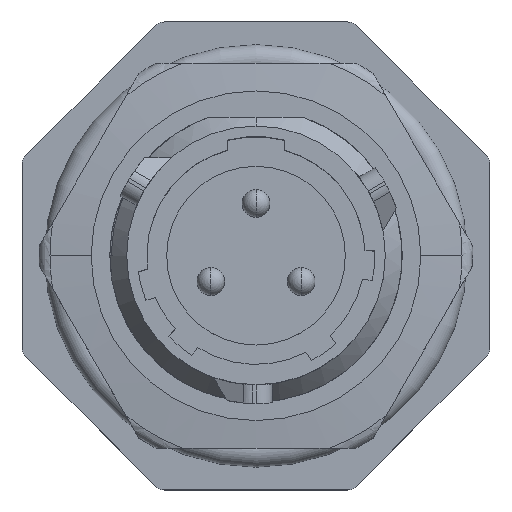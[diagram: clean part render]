
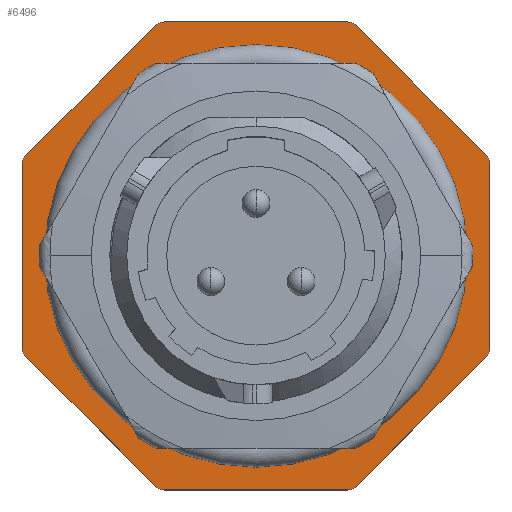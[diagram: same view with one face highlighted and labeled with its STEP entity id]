
A CAD part, top view. The second image highlights one B-rep face of the part: STEP entity #6496.
In plain terms, the highlighted planar face has unit normal (0, 0, 1).
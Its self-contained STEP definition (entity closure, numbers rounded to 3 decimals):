
#2221=DIRECTION('',(0.707,-0.707,0.));
#2222=VECTOR('',#2221,10.55);
#2223=CARTESIAN_POINT('',(5.805,13.265,2.3));
#2224=LINE('',#2223,#2222);
#2225=DIRECTION('',(0.,-1.,0.));
#2226=VECTOR('',#2225,10.55);
#2227=CARTESIAN_POINT('',(13.485,5.275,2.3));
#2228=LINE('',#2227,#2226);
#2229=DIRECTION('',(-0.707,-0.707,0.));
#2230=VECTOR('',#2229,10.55);
#2231=CARTESIAN_POINT('',(13.265,-5.805,2.3));
#2232=LINE('',#2231,#2230);
#2233=DIRECTION('',(-1.,0.,0.));
#2234=VECTOR('',#2233,10.55);
#2235=CARTESIAN_POINT('',(5.275,-13.485,2.3));
#2236=LINE('',#2235,#2234);
#2237=DIRECTION('',(-0.707,0.707,0.));
#2238=VECTOR('',#2237,10.55);
#2239=CARTESIAN_POINT('',(-5.805,-13.265,2.3));
#2240=LINE('',#2239,#2238);
#2241=DIRECTION('',(0.,1.,0.));
#2242=VECTOR('',#2241,10.55);
#2243=CARTESIAN_POINT('',(-13.485,-5.275,2.3));
#2244=LINE('',#2243,#2242);
#2245=DIRECTION('',(0.707,0.707,0.));
#2246=VECTOR('',#2245,10.55);
#2247=CARTESIAN_POINT('',(-13.265,5.805,2.3));
#2248=LINE('',#2247,#2246);
#2249=DIRECTION('',(1.,0.,0.));
#2250=VECTOR('',#2249,10.55);
#2251=CARTESIAN_POINT('',(-5.275,13.485,2.3));
#2252=LINE('',#2251,#2250);
#2253=CARTESIAN_POINT('',(0.,0.,2.3));
#2254=DIRECTION('',(0.,0.,1.));
#2255=DIRECTION('',(-1.,0.,0.));
#2256=AXIS2_PLACEMENT_3D('',#2253,#2254,#2255);
#2258=CARTESIAN_POINT('',(0.,0.,2.3));
#2259=DIRECTION('',(0.,0.,1.));
#2260=DIRECTION('',(1.,0.,0.));
#2261=AXIS2_PLACEMENT_3D('',#2258,#2259,#2260);
#2267=CARTESIAN_POINT('',(5.275,12.735,2.3));
#2268=DIRECTION('',(0.,0.,1.));
#2269=DIRECTION('',(0.707,0.707,0.));
#2270=AXIS2_PLACEMENT_3D('',#2267,#2268,#2269);
#2317=CARTESIAN_POINT('',(-5.275,12.735,2.3));
#2318=DIRECTION('',(0.,0.,1.));
#2319=DIRECTION('',(0.,1.,0.));
#2320=AXIS2_PLACEMENT_3D('',#2317,#2318,#2319);
#2335=CARTESIAN_POINT('',(-12.735,5.275,2.3));
#2336=DIRECTION('',(0.,0.,1.));
#2337=DIRECTION('',(-0.707,0.707,0.));
#2338=AXIS2_PLACEMENT_3D('',#2335,#2336,#2337);
#2353=CARTESIAN_POINT('',(-12.735,-5.275,2.3));
#2354=DIRECTION('',(0.,0.,1.));
#2355=DIRECTION('',(-1.,0.,0.));
#2356=AXIS2_PLACEMENT_3D('',#2353,#2354,#2355);
#2371=CARTESIAN_POINT('',(-5.275,-12.735,2.3));
#2372=DIRECTION('',(0.,0.,1.));
#2373=DIRECTION('',(-0.707,-0.707,0.));
#2374=AXIS2_PLACEMENT_3D('',#2371,#2372,#2373);
#2389=CARTESIAN_POINT('',(5.275,-12.735,2.3));
#2390=DIRECTION('',(0.,0.,1.));
#2391=DIRECTION('',(0.,-1.,0.));
#2392=AXIS2_PLACEMENT_3D('',#2389,#2390,#2391);
#2407=CARTESIAN_POINT('',(12.735,-5.275,2.3));
#2408=DIRECTION('',(0.,0.,1.));
#2409=DIRECTION('',(0.707,-0.707,0.));
#2410=AXIS2_PLACEMENT_3D('',#2407,#2408,#2409);
#2425=CARTESIAN_POINT('',(12.735,5.275,2.3));
#2426=DIRECTION('',(0.,0.,1.));
#2427=DIRECTION('',(1.,0.,0.));
#2428=AXIS2_PLACEMENT_3D('',#2425,#2426,#2427);
#3831=CARTESIAN_POINT('',(5.805,13.265,2.3));
#3833=VERTEX_POINT('',#3831);
#3834=CARTESIAN_POINT('',(5.275,13.485,2.3));
#3835=VERTEX_POINT('',#3834);
#3839=CARTESIAN_POINT('',(13.485,5.275,2.3));
#3841=VERTEX_POINT('',#3839);
#3842=CARTESIAN_POINT('',(13.265,5.805,2.3));
#3843=VERTEX_POINT('',#3842);
#3847=CARTESIAN_POINT('',(13.265,-5.805,2.3));
#3849=VERTEX_POINT('',#3847);
#3850=CARTESIAN_POINT('',(13.485,-5.275,2.3));
#3851=VERTEX_POINT('',#3850);
#3855=CARTESIAN_POINT('',(-5.275,13.485,2.3));
#3857=VERTEX_POINT('',#3855);
#3858=CARTESIAN_POINT('',(-5.805,13.265,2.3));
#3859=VERTEX_POINT('',#3858);
#3863=CARTESIAN_POINT('',(5.275,-13.485,2.3));
#3865=VERTEX_POINT('',#3863);
#3866=CARTESIAN_POINT('',(5.805,-13.265,2.3));
#3867=VERTEX_POINT('',#3866);
#3871=CARTESIAN_POINT('',(-5.805,-13.265,2.3));
#3873=VERTEX_POINT('',#3871);
#3874=CARTESIAN_POINT('',(-5.275,-13.485,2.3));
#3875=VERTEX_POINT('',#3874);
#3879=CARTESIAN_POINT('',(-13.485,-5.275,2.3));
#3881=VERTEX_POINT('',#3879);
#3882=CARTESIAN_POINT('',(-13.265,-5.805,2.3));
#3883=VERTEX_POINT('',#3882);
#3887=CARTESIAN_POINT('',(-13.265,5.805,2.3));
#3889=VERTEX_POINT('',#3887);
#3890=CARTESIAN_POINT('',(-13.485,5.275,2.3));
#3891=VERTEX_POINT('',#3890);
#4195=CARTESIAN_POINT('',(-11.7,0.,2.3));
#4196=CARTESIAN_POINT('',(11.7,0.,2.3));
#4197=VERTEX_POINT('',#4195);
#4198=VERTEX_POINT('',#4196);
#6453=CARTESIAN_POINT('',(0.,0.,2.3));
#6454=DIRECTION('',(0.,0.,-1.));
#6455=DIRECTION('',(0.,-1.,0.));
#6456=AXIS2_PLACEMENT_3D('',#6453,#6454,#6455);
#6457=PLANE('',#6456);
#6459=ORIENTED_EDGE('',*,*,#6458,.F.);
#6461=ORIENTED_EDGE('',*,*,#6460,.T.);
#6463=ORIENTED_EDGE('',*,*,#6462,.F.);
#6465=ORIENTED_EDGE('',*,*,#6464,.T.);
#6467=ORIENTED_EDGE('',*,*,#6466,.F.);
#6469=ORIENTED_EDGE('',*,*,#6468,.T.);
#6471=ORIENTED_EDGE('',*,*,#6470,.F.);
#6473=ORIENTED_EDGE('',*,*,#6472,.T.);
#6475=ORIENTED_EDGE('',*,*,#6474,.F.);
#6477=ORIENTED_EDGE('',*,*,#6476,.T.);
#6479=ORIENTED_EDGE('',*,*,#6478,.F.);
#6481=ORIENTED_EDGE('',*,*,#6480,.T.);
#6483=ORIENTED_EDGE('',*,*,#6482,.F.);
#6485=ORIENTED_EDGE('',*,*,#6484,.T.);
#6487=ORIENTED_EDGE('',*,*,#6486,.F.);
#6489=ORIENTED_EDGE('',*,*,#6488,.T.);
#6490=EDGE_LOOP('',(#6459,#6461,#6463,#6465,#6467,#6469,#6471,#6473,#6475,#6477,
#6479,#6481,#6483,#6485,#6487,#6489));
#6491=FACE_OUTER_BOUND('',#6490,.F.);
#6492=ORIENTED_EDGE('',*,*,#6420,.T.);
#6493=ORIENTED_EDGE('',*,*,#6435,.T.);
#6494=EDGE_LOOP('',(#6492,#6493));
#6495=FACE_BOUND('',#6494,.F.);
#6496=ADVANCED_FACE('',(#6491,#6495),#6457,.F.);
#2257=CIRCLE('',#2256,11.7);
#2262=CIRCLE('',#2261,11.7);
#2271=CIRCLE('',#2270,0.75);
#2321=CIRCLE('',#2320,0.75);
#2339=CIRCLE('',#2338,0.75);
#2357=CIRCLE('',#2356,0.75);
#2375=CIRCLE('',#2374,0.75);
#2393=CIRCLE('',#2392,0.75);
#2411=CIRCLE('',#2410,0.75);
#2429=CIRCLE('',#2428,0.75);
#6420=EDGE_CURVE('',#4197,#4198,#2257,.T.);
#6435=EDGE_CURVE('',#4198,#4197,#2262,.T.);
#6458=EDGE_CURVE('',#3833,#3835,#2271,.T.);
#6460=EDGE_CURVE('',#3833,#3843,#2224,.T.);
#6462=EDGE_CURVE('',#3841,#3843,#2429,.T.);
#6464=EDGE_CURVE('',#3841,#3851,#2228,.T.);
#6466=EDGE_CURVE('',#3849,#3851,#2411,.T.);
#6468=EDGE_CURVE('',#3849,#3867,#2232,.T.);
#6470=EDGE_CURVE('',#3865,#3867,#2393,.T.);
#6472=EDGE_CURVE('',#3865,#3875,#2236,.T.);
#6474=EDGE_CURVE('',#3873,#3875,#2375,.T.);
#6476=EDGE_CURVE('',#3873,#3883,#2240,.T.);
#6478=EDGE_CURVE('',#3881,#3883,#2357,.T.);
#6480=EDGE_CURVE('',#3881,#3891,#2244,.T.);
#6482=EDGE_CURVE('',#3889,#3891,#2339,.T.);
#6484=EDGE_CURVE('',#3889,#3859,#2248,.T.);
#6486=EDGE_CURVE('',#3857,#3859,#2321,.T.);
#6488=EDGE_CURVE('',#3857,#3835,#2252,.T.);
